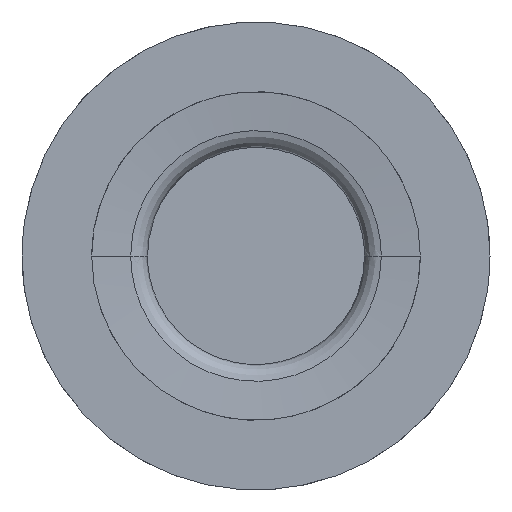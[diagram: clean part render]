
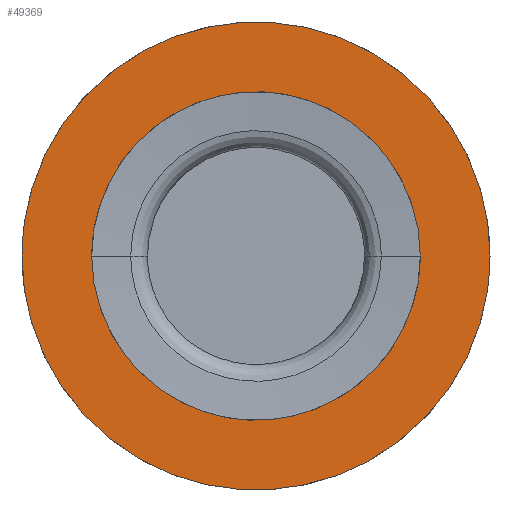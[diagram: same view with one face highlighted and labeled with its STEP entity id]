
A CAD part, front view. The second image highlights one B-rep face of the part: STEP entity #49369.
In plain terms, the highlighted free-form (B-spline) face has degree [1, 1] with [2, 2] control points.
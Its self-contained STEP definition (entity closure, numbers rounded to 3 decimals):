
#49278 = VERTEX_POINT('',#49279);
#49279 = CARTESIAN_POINT('',(-120.762,-67.574,0.));
#49297 = VERTEX_POINT('',#49298);
#49298 = CARTESIAN_POINT('',(120.762,-67.574,
    0.));
#49303 = EDGE_CURVE('',#49278,#49297,#49304,.T.);
#49304 = ( BOUNDED_CURVE() B_SPLINE_CURVE(2,(#49305,#49306,#49307,#49308
,#49309),.UNSPECIFIED.,.F.,.F.) B_SPLINE_CURVE_WITH_KNOTS((3,2,3),(
    3.142,4.712,6.283),
.PIECEWISE_BEZIER_KNOTS.) CURVE() GEOMETRIC_REPRESENTATION_ITEM() 
RATIONAL_B_SPLINE_CURVE((1.,0.707,1.,0.707,1.)) 
REPRESENTATION_ITEM('') );
#49305 = CARTESIAN_POINT('',(-120.762,-67.574,
    0.));
#49306 = CARTESIAN_POINT('',(-120.762,-67.574,
    -120.762));
#49307 = CARTESIAN_POINT('',(0.,-67.574,
    -120.762));
#49308 = CARTESIAN_POINT('',(120.762,-67.574,
    -120.762));
#49309 = CARTESIAN_POINT('',(120.762,-67.574,
    0.));
#49325 = EDGE_CURVE('',#49326,#49328,#49330,.T.);
#49326 = VERTEX_POINT('',#49327);
#49327 = CARTESIAN_POINT('',(172.007,-67.574,
    0.));
#49328 = VERTEX_POINT('',#49329);
#49329 = CARTESIAN_POINT('',(-172.007,-67.574,0.));
#49330 = ( BOUNDED_CURVE() B_SPLINE_CURVE(2,(#49331,#49332,#49333,#49334
,#49335),.UNSPECIFIED.,.F.,.F.) B_SPLINE_CURVE_WITH_KNOTS((3,2,3),(0.,
1.571,3.142),.PIECEWISE_BEZIER_KNOTS.) CURVE() 
GEOMETRIC_REPRESENTATION_ITEM() RATIONAL_B_SPLINE_CURVE((1.,
0.707,1.,0.707,1.)) REPRESENTATION_ITEM('') );
#49331 = CARTESIAN_POINT('',(172.007,-67.574,0.));
#49332 = CARTESIAN_POINT('',(172.007,-67.574,
    172.007));
#49333 = CARTESIAN_POINT('',(0.,-67.574,
    172.007));
#49334 = CARTESIAN_POINT('',(-172.007,-67.574,
    172.007));
#49335 = CARTESIAN_POINT('',(-172.007,-67.574,
    0.));
#49369 = ADVANCED_FACE('',(#49370,#49381),#49392,.T.);
#49370 = FACE_BOUND('',#49371,.T.);
#49371 = EDGE_LOOP('',(#49372,#49380));
#49372 = ORIENTED_EDGE('',*,*,#49373,.T.);
#49373 = EDGE_CURVE('',#49328,#49326,#49374,.T.);
#49374 = ( BOUNDED_CURVE() B_SPLINE_CURVE(2,(#49375,#49376,#49377,#49378
,#49379),.UNSPECIFIED.,.F.,.F.) B_SPLINE_CURVE_WITH_KNOTS((3,2,3),(
    3.142,4.712,6.283),
.PIECEWISE_BEZIER_KNOTS.) CURVE() GEOMETRIC_REPRESENTATION_ITEM() 
RATIONAL_B_SPLINE_CURVE((1.,0.707,1.,0.707,1.)) 
REPRESENTATION_ITEM('') );
#49375 = CARTESIAN_POINT('',(-172.007,-67.574,
    0.));
#49376 = CARTESIAN_POINT('',(-172.007,-67.574,
    -172.007));
#49377 = CARTESIAN_POINT('',(0.,-67.574,
    -172.007));
#49378 = CARTESIAN_POINT('',(172.007,-67.574,
    -172.007));
#49379 = CARTESIAN_POINT('',(172.007,-67.574,
    0.));
#49380 = ORIENTED_EDGE('',*,*,#49325,.T.);
#49381 = FACE_BOUND('',#49382,.T.);
#49382 = EDGE_LOOP('',(#49383,#49384));
#49383 = ORIENTED_EDGE('',*,*,#49303,.F.);
#49384 = ORIENTED_EDGE('',*,*,#49385,.F.);
#49385 = EDGE_CURVE('',#49297,#49278,#49386,.T.);
#49386 = ( BOUNDED_CURVE() B_SPLINE_CURVE(2,(#49387,#49388,#49389,#49390
,#49391),.UNSPECIFIED.,.F.,.F.) B_SPLINE_CURVE_WITH_KNOTS((3,2,3),(0.,
1.571,3.142),.PIECEWISE_BEZIER_KNOTS.) CURVE() 
GEOMETRIC_REPRESENTATION_ITEM() RATIONAL_B_SPLINE_CURVE((1.,
0.707,1.,0.707,1.)) REPRESENTATION_ITEM('') );
#49387 = CARTESIAN_POINT('',(120.762,-67.574,0.));
#49388 = CARTESIAN_POINT('',(120.762,-67.574,
    120.762));
#49389 = CARTESIAN_POINT('',(0.,-67.574,
    120.762));
#49390 = CARTESIAN_POINT('',(-120.762,-67.574,
    120.762));
#49391 = CARTESIAN_POINT('',(-120.762,-67.574,
    0.));
#49392 = B_SPLINE_SURFACE_WITH_KNOTS('',1,1,(
    (#49393,#49394)
    ,(#49395,#49396
  )),.UNSPECIFIED.,.F.,.F.,.F.,(2,2),(2,2),(-140.,140.),(-140.,140.),
  .PIECEWISE_BEZIER_KNOTS.);
#49393 = CARTESIAN_POINT('',(-172.007,-67.574,
    -172.007));
#49394 = CARTESIAN_POINT('',(-172.007,-67.574,
    172.007));
#49395 = CARTESIAN_POINT('',(172.007,-67.574,
    -172.007));
#49396 = CARTESIAN_POINT('',(172.007,-67.574,
    172.007));
